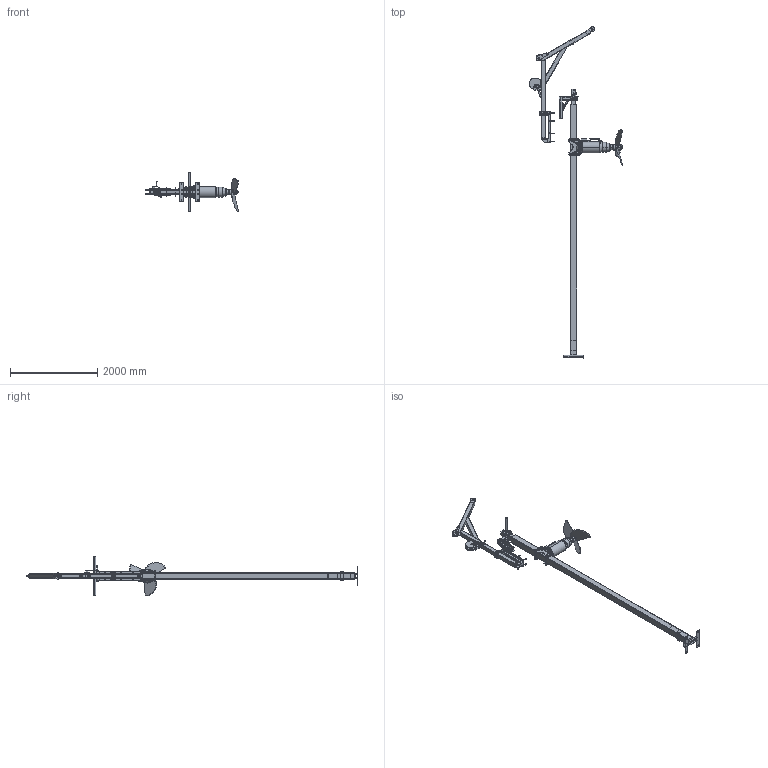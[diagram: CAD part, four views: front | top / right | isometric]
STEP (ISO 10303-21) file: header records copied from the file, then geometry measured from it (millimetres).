
FILE_DESCRIPTION (( 'STEP AP214' ), '1' );
FILE_NAME ('3G 250-270_EV5_SO_2024-04.STEP', '2024-04-17T07:29:13', ( '' ), ( '' ), 'SwSTEP 2.0', 'SolidWorks 2022', '' );
FILE_SCHEMA (( 'AUTOMOTIVE_DESIGN' ));
Length unit declared in the file: millimetre
Products named in the file (58): SB2-S130-00-004; ISO7089_A2_16; SB2-S039-00-000_02; DIN985_A2_M24; So0-S044-00-015_08; ISO7093_A2_12; 3G 250-270_EV5_SO_2024-04; So0-D003-00-000_01; So0-S069-00-008_01; SB2-S039-00-004_01; So0-T000-00-007_01-M6; SB2-S130-00-003_02; SB2-G089-00-000_02; OM 3G 250-270-HD+900_kpl_03-150; SB2-S070-00-003_03; SB2-S144-00-002_03; Standfuss-test_08-150-400; So2-G021-00-002_04; SB2-S130-00-000_02; SB2-G009-00-003_02; SB2-S039-00-005_01; SB2-G009-00-002_01; So0-G041-00-002_01; Standfuss-unterteil_01; SB2-G009-00-000; So0-S044-00-003_01-86; SB2-G009-00-004_02; Rührflügel HD+ 480-900_01-900; ISO4014_A2-70_M12x60; OM Mast EV_04-150-6000; SB2-S144-00-000_02; SB2-G090-00-000; EV5-Mast-Wandteil_01; SB2-S130-00-001_02 100x100x1800; So0-G020-00-000_06; EV5-Mast-Drehteil_01; SB2-S039-00-001_01; SB2-S144-00-001_02; DIN985_A2_M16; OM 3G 250-270 kpl_01 ...
Assembly tree (100 placements, depth 5):
  3G 250-270_EV5_SO_2024-04
    EV5-Beton-Wandteil kpl_01
      EV5-Mast-Wandteil_01
      EV5-Mast-Drehteil_01
    Standfuss kpl_08-150-400
      Standfuss-test_08-150-400
      Standfuss-unterteil_01
    OM Mast EV_04-150-6000
    OM 3G 250-270-HD+900_kpl_03-150
      OM 3G 250-270 kpl_01
      So3-T005-00-000_01-150-Phantom
        ISO7089_A2_16  x8
        ISO4014_A2-70_M16x250  x4
        DIN985_A2_M16  x4
        So2-G021-00-001_04  x4
        So2-G021-00-002_04  x4
        ISO10642_A2-70_M6x25  x4
      Rührflügel HD+ 480-900_01-900
    So0-G020-00-000_06
      SB2-G009-00-000
        SB2-G009-00-002_01
        SB2-G009-00-004_01
      SB2-S039-00-000_02
        So0-S044-00-003_01-86
        SB2-S039-00-001_01
        SB2-S039-00-004_01
        SB2-S039-00-005_01
        So0-S045-00-008_07  x2
        So0-S044-00-015_08  x2
      So0-G041-00-002_01
      HST M12x115_02-HST M12x115 V4A  x8
      SB2-G089-00-000_02
        SB2-S144-00-000_02
          SB2-S144-00-001_02
          SB2-S144-00-002_03
          SB2-S144-00-002_02
        SB2-G090-00-000
          SB2-G009-00-003_02
          SB2-G009-00-004_02
        ISO4017_A2-70_M12x35  x2
        ISO7093_A2_12  x2
        DIN985_A2_M12  x2
        ISO7089_A2_12  x2
        ISO4014_A2-70_M16x150
        ISO7089_A2_16  x2
        DIN985_A2_M16
        ISO4035_A2_M16
      SB2-S130-00-000_02
        SB2-S130-00-001_02 100x100x1800
        SB2-S130-00-002_02
        SB2-S130-00-004
        SB2-S070-00-003_04
        SB2-S070-00-003_03
        SB0-S001-00-002_01-Ø16,5-V2A
        SB2-S130-00-003_02
        So0-T000-00-007_01-M6
        So0-S069-00-008_01
      ISO4014_A2-70_M12x60
      DIN985_A2_M12  x2
      ISO7089_A2_12  x3
Bounding box: 2150.58 x 7627.44 x 912 mm (x, y, z)
Volume: 37429053.4 mm3; surface area: 16196638.7 mm2
Topology: 140 solids, 222 shells, 5817 faces, 14320 edges, 8975 vertices
Faces by surface type: plane 2670, cylinder 1665, cone 723, bspline 450, torus 273, sphere 36
Entity records: 175380 total; most frequent: CARTESIAN_POINT 48838, ORIENTED_EDGE 20488, DIRECTION 20337, EDGE_CURVE 10278, AXIS2_PLACEMENT_3D 7328, VERTEX_POINT 6431, VECTOR 5681, LINE 5681
